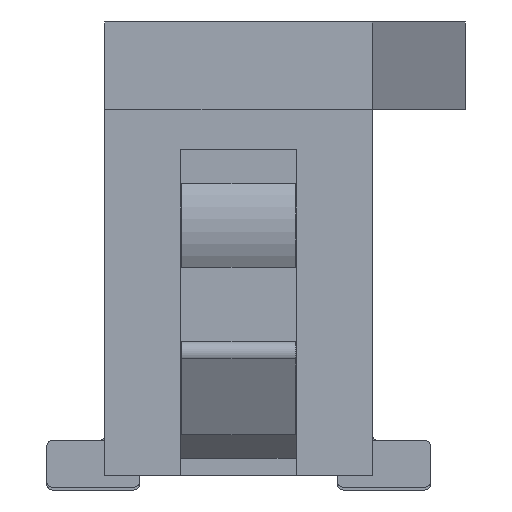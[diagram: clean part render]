
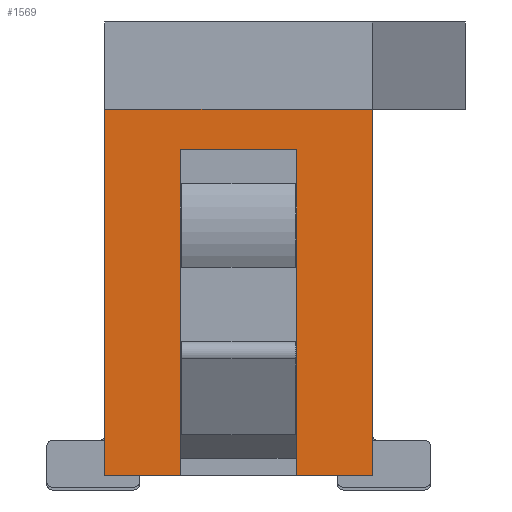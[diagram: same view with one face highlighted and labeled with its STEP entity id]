
A CAD part, left-side view. The second image highlights one B-rep face of the part: STEP entity #1569.
In plain terms, the highlighted planar face has unit normal (-1, 0, 0).
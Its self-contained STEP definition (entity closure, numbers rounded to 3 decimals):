
#1569 = ADVANCED_FACE( '', ( #3266 ), #3267, .F. );
#3266 = FACE_OUTER_BOUND( '', #5159, .T. );
#3267 = PLANE( '', #5160 );
#5159 = EDGE_LOOP( '', ( #9998, #9999, #10000, #10001, #10002, #10003, #10004, #10005 ) );
#5160 = AXIS2_PLACEMENT_3D( '', #10006, #10007, #10008 );
#9998 = ORIENTED_EDGE( '', *, *, #14862, .F. );
#9999 = ORIENTED_EDGE( '', *, *, #14863, .F. );
#10000 = ORIENTED_EDGE( '', *, *, #14721, .F. );
#10001 = ORIENTED_EDGE( '', *, *, #14864, .T. );
#10002 = ORIENTED_EDGE( '', *, *, #14865, .F. );
#10003 = ORIENTED_EDGE( '', *, *, #13540, .F. );
#10004 = ORIENTED_EDGE( '', *, *, #12761, .T. );
#10005 = ORIENTED_EDGE( '', *, *, #13096, .T. );
#10006 = CARTESIAN_POINT( '', ( -8.75, -1.15, 1.575 ) );
#10007 = DIRECTION( '', ( 1., 0., 0. ) );
#10008 = DIRECTION( '', ( 0., 0., -1. ) );
#12761 = EDGE_CURVE( '', #15551, #15555, #15557, .T. );
#13096 = EDGE_CURVE( '', #15555, #16159, #16161, .T. );
#13540 = EDGE_CURVE( '', #15551, #16710, #16972, .T. );
#14721 = EDGE_CURVE( '', #18752, #18754, #18755, .T. );
#14862 = EDGE_CURVE( '', #18934, #16159, #18935, .T. );
#14863 = EDGE_CURVE( '', #18754, #18934, #18936, .T. );
#14864 = EDGE_CURVE( '', #18752, #18937, #18938, .T. );
#14865 = EDGE_CURVE( '', #16710, #18937, #18939, .T. );
#15551 = VERTEX_POINT( '', #19755 );
#15555 = VERTEX_POINT( '', #19761 );
#15557 = LINE( '', #19764, #19765 );
#16159 = VERTEX_POINT( '', #20632 );
#16161 = LINE( '', #20635, #20636 );
#16710 = VERTEX_POINT( '', #21453 );
#16972 = LINE( '', #21857, #21858 );
#18752 = VERTEX_POINT( '', #24521 );
#18754 = VERTEX_POINT( '', #24524 );
#18755 = LINE( '', #24525, #24526 );
#18934 = VERTEX_POINT( '', #24794 );
#18935 = LINE( '', #24795, #24796 );
#18936 = LINE( '', #24797, #24798 );
#18937 = VERTEX_POINT( '', #24799 );
#18938 = LINE( '', #24800, #24801 );
#18939 = LINE( '', #24802, #24803 );
#19755 = CARTESIAN_POINT( '', ( -8.75, -1.15, 1.575 ) );
#19761 = CARTESIAN_POINT( '', ( -8.75, 1.15, 1.575 ) );
#19764 = CARTESIAN_POINT( '', ( -8.75, -1.15, 1.575 ) );
#19765 = VECTOR( '', #25847, 1000. );
#20632 = CARTESIAN_POINT( '', ( -8.75, 1.15, -1.575 ) );
#20635 = CARTESIAN_POINT( '', ( -8.75, 1.15, 1.575 ) );
#20636 = VECTOR( '', #26174, 1000. );
#21453 = CARTESIAN_POINT( '', ( -8.75, -1.15, -1.575 ) );
#21857 = CARTESIAN_POINT( '', ( -8.75, -1.15, 1.575 ) );
#21858 = VECTOR( '', #26615, 1000. );
#24521 = CARTESIAN_POINT( '', ( -8.75, -0.5, 1.225 ) );
#24524 = CARTESIAN_POINT( '', ( -8.75, 0.5, 1.225 ) );
#24525 = CARTESIAN_POINT( '', ( -8.75, -0.5, 1.225 ) );
#24526 = VECTOR( '', #27677, 1000. );
#24794 = CARTESIAN_POINT( '', ( -8.75, 0.5, -1.575 ) );
#24795 = CARTESIAN_POINT( '', ( -8.75, -1.15, -1.575 ) );
#24796 = VECTOR( '', #27779, 1000. );
#24797 = CARTESIAN_POINT( '', ( -8.75, 0.5, 1.225 ) );
#24798 = VECTOR( '', #27780, 1000. );
#24799 = CARTESIAN_POINT( '', ( -8.75, -0.5, -1.575 ) );
#24800 = CARTESIAN_POINT( '', ( -8.75, -0.5, 1.225 ) );
#24801 = VECTOR( '', #27781, 1000. );
#24802 = CARTESIAN_POINT( '', ( -8.75, -1.15, -1.575 ) );
#24803 = VECTOR( '', #27782, 1000. );
#25847 = DIRECTION( '', ( 0., 1., 0. ) );
#26174 = DIRECTION( '', ( 0., 0., -1. ) );
#26615 = DIRECTION( '', ( 0., 0., -1. ) );
#27677 = DIRECTION( '', ( 0., 1., 0. ) );
#27779 = DIRECTION( '', ( 0., 1., 0. ) );
#27780 = DIRECTION( '', ( 0., 0., -1. ) );
#27781 = DIRECTION( '', ( 0., 0., -1. ) );
#27782 = DIRECTION( '', ( 0., 1., 0. ) );
